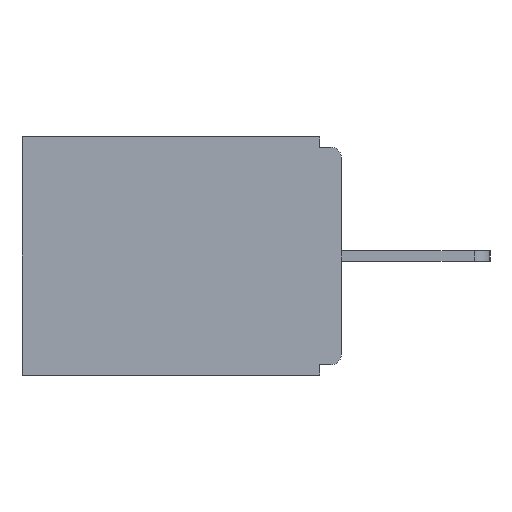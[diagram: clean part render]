
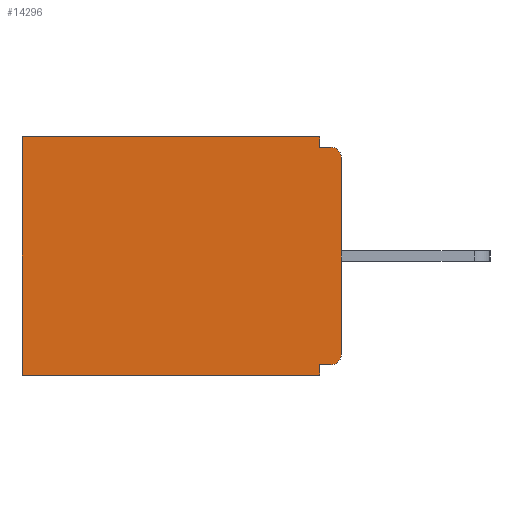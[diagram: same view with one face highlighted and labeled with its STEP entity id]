
A CAD part, left-side view. The second image highlights one B-rep face of the part: STEP entity #14296.
In plain terms, the highlighted planar face has unit normal (-1, 0, 0).
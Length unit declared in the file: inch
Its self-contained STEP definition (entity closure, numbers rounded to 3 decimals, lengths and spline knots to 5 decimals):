
#15 = LINE ( 'NONE', #19630, #5120 ) ;
#502 = EDGE_CURVE ( 'NONE', #1426, #14525, #10450, .T. ) ;
#591 = CARTESIAN_POINT ( 'NONE',  ( 0.298, 0.031, -0.343 ) ) ;
#785 = EDGE_CURVE ( 'NONE', #14525, #14229, #20674, .T. ) ;
#979 = VECTOR ( 'NONE', #4477, 39.37008 ) ;
#1064 = CARTESIAN_POINT ( 'NONE',  ( 0.298, 0., 0. ) ) ;
#1426 = VERTEX_POINT ( 'NONE', #4411 ) ;
#2300 = CARTESIAN_POINT ( 'NONE',  ( 0.298, 0.031, -0.343 ) ) ;
#2301 = CARTESIAN_POINT ( 'NONE',  ( 0.298, 0.015, -0.313 ) ) ;
#2435 = CIRCLE ( 'NONE', #13252, 0.015 ) ;
#2559 = CARTESIAN_POINT ( 'NONE',  ( 0.298, 0., 0. ) ) ;
#2637 = DIRECTION ( 'NONE',  ( 0., 0., -1. ) ) ;
#2846 = LINE ( 'NONE', #2559, #9497 ) ;
#2867 = PLANE ( 'NONE',  #19270 ) ;
#3389 = EDGE_LOOP ( 'NONE', ( #19023, #5544, #5281, #5530, #6248, #10913, #10942, #8842, #14451, #20629 ) ) ;
#4256 = DIRECTION ( 'NONE',  ( 0., 0., -1. ) ) ;
#4411 = CARTESIAN_POINT ( 'NONE',  ( 0.298, 0.031, 0. ) ) ;
#4477 = DIRECTION ( 'NONE',  ( 0., 1., 0. ) ) ;
#4523 = DIRECTION ( 'NONE',  ( 1., 0., 0. ) ) ;
#4584 = CARTESIAN_POINT ( 'NONE',  ( 0.298, 0., -0.015 ) ) ;
#4639 = CARTESIAN_POINT ( 'NONE',  ( 0.298, 0.46, -0.343 ) ) ;
#4646 = LINE ( 'NONE', #2300, #9771 ) ;
#5120 = VECTOR ( 'NONE', #18148, 39.37008 ) ;
#5281 = ORIENTED_EDGE ( 'NONE', *, *, #502, .F. ) ;
#5530 = ORIENTED_EDGE ( 'NONE', *, *, #16193, .T. ) ;
#5544 = ORIENTED_EDGE ( 'NONE', *, *, #785, .F. ) ;
#5817 = CARTESIAN_POINT ( 'NONE',  ( 0.298, 0.015, -0.015 ) ) ;
#6248 = ORIENTED_EDGE ( 'NONE', *, *, #12856, .T. ) ;
#7890 = DIRECTION ( 'NONE',  ( -1., 0., 0. ) ) ;
#8449 = CARTESIAN_POINT ( 'NONE',  ( 0.298, 0.015, -0.328 ) ) ;
#8842 = ORIENTED_EDGE ( 'NONE', *, *, #21162, .F. ) ;
#9075 = FACE_OUTER_BOUND ( 'NONE', #3389, .T. ) ;
#9497 = VECTOR ( 'NONE', #12291, 39.37008 ) ;
#9594 = VECTOR ( 'NONE', #12499, 39.37008 ) ;
#9771 = VECTOR ( 'NONE', #16874, 39.37008 ) ;
#9847 = LINE ( 'NONE', #1064, #9594 ) ;
#10383 = DIRECTION ( 'NONE',  ( 0., 0., -1. ) ) ;
#10450 = LINE ( 'NONE', #591, #14282 ) ;
#10863 = DIRECTION ( 'NONE',  ( -1., 0., 0. ) ) ;
#10913 = ORIENTED_EDGE ( 'NONE', *, *, #19461, .F. ) ;
#10942 = ORIENTED_EDGE ( 'NONE', *, *, #16027, .F. ) ;
#11037 = EDGE_CURVE ( 'NONE', #15983, #14229, #20762, .T. ) ;
#11444 = VERTEX_POINT ( 'NONE', #20745 ) ;
#12284 = CARTESIAN_POINT ( 'NONE',  ( 0.298, 0.031, -0.015 ) ) ;
#12291 = DIRECTION ( 'NONE',  ( 0., 1., 0. ) ) ;
#12499 = DIRECTION ( 'NONE',  ( 0., 0., -1. ) ) ;
#12577 = DIRECTION ( 'NONE',  ( 0., 0., -1. ) ) ;
#12856 = EDGE_CURVE ( 'NONE', #11444, #16486, #21190, .T. ) ;
#13252 = AXIS2_PLACEMENT_3D ( 'NONE', #2301, #7890, #4256 ) ;
#14229 = VERTEX_POINT ( 'NONE', #5817 ) ;
#14282 = VECTOR ( 'NONE', #10383, 39.37008 ) ;
#14296 = ADVANCED_FACE ( 'NONE', ( #9075 ), #2867, .F. ) ;
#14319 = CARTESIAN_POINT ( 'NONE',  ( 0.298, 0., 0. ) ) ;
#14451 = ORIENTED_EDGE ( 'NONE', *, *, #20807, .T. ) ;
#14525 = VERTEX_POINT ( 'NONE', #12284 ) ;
#14607 = EDGE_CURVE ( 'NONE', #15983, #19939, #9847, .T. ) ;
#14879 = VERTEX_POINT ( 'NONE', #8449 ) ;
#15058 = VERTEX_POINT ( 'NONE', #19124 ) ;
#15599 = CARTESIAN_POINT ( 'NONE',  ( 0.298, 0.46, 0. ) ) ;
#15983 = VERTEX_POINT ( 'NONE', #18443 ) ;
#16023 = DIRECTION ( 'NONE',  ( 0., 0., -1. ) ) ;
#16027 = EDGE_CURVE ( 'NONE', #15058, #18174, #4646, .T. ) ;
#16086 = CARTESIAN_POINT ( 'NONE',  ( 0.298, 0.031, -0.343 ) ) ;
#16193 = EDGE_CURVE ( 'NONE', #1426, #11444, #2846, .T. ) ;
#16338 = VECTOR ( 'NONE', #20801, 39.37008 ) ;
#16486 = VERTEX_POINT ( 'NONE', #4639 ) ;
#16657 = CARTESIAN_POINT ( 'NONE',  ( 0.298, 0., -0.313 ) ) ;
#16874 = DIRECTION ( 'NONE',  ( 0., 0., -1. ) ) ;
#17477 = CARTESIAN_POINT ( 'NONE',  ( 0.298, 0., -0.343 ) ) ;
#17865 = LINE ( 'NONE', #17477, #979 ) ;
#18148 = DIRECTION ( 'NONE',  ( 0., 1., 0. ) ) ;
#18174 = VERTEX_POINT ( 'NONE', #16086 ) ;
#18443 = CARTESIAN_POINT ( 'NONE',  ( 0.298, 0., -0.03 ) ) ;
#18496 = AXIS2_PLACEMENT_3D ( 'NONE', #18984, #10863, #12577 ) ;
#18612 = VECTOR ( 'NONE', #2637, 39.37008 ) ;
#18984 = CARTESIAN_POINT ( 'NONE',  ( 0.298, 0.015, -0.03 ) ) ;
#19023 = ORIENTED_EDGE ( 'NONE', *, *, #11037, .T. ) ;
#19124 = CARTESIAN_POINT ( 'NONE',  ( 0.298, 0.031, -0.328 ) ) ;
#19270 = AXIS2_PLACEMENT_3D ( 'NONE', #14319, #4523, #16023 ) ;
#19461 = EDGE_CURVE ( 'NONE', #18174, #16486, #17865, .T. ) ;
#19630 = CARTESIAN_POINT ( 'NONE',  ( 0.298, 0., -0.328 ) ) ;
#19939 = VERTEX_POINT ( 'NONE', #16657 ) ;
#20629 = ORIENTED_EDGE ( 'NONE', *, *, #14607, .F. ) ;
#20674 = LINE ( 'NONE', #4584, #16338 ) ;
#20745 = CARTESIAN_POINT ( 'NONE',  ( 0.298, 0.46, 0. ) ) ;
#20762 = CIRCLE ( 'NONE', #18496, 0.015 ) ;
#20801 = DIRECTION ( 'NONE',  ( 0., -1., 0. ) ) ;
#20807 = EDGE_CURVE ( 'NONE', #14879, #19939, #2435, .T. ) ;
#21162 = EDGE_CURVE ( 'NONE', #14879, #15058, #15, .T. ) ;
#21190 = LINE ( 'NONE', #15599, #18612 ) ;
